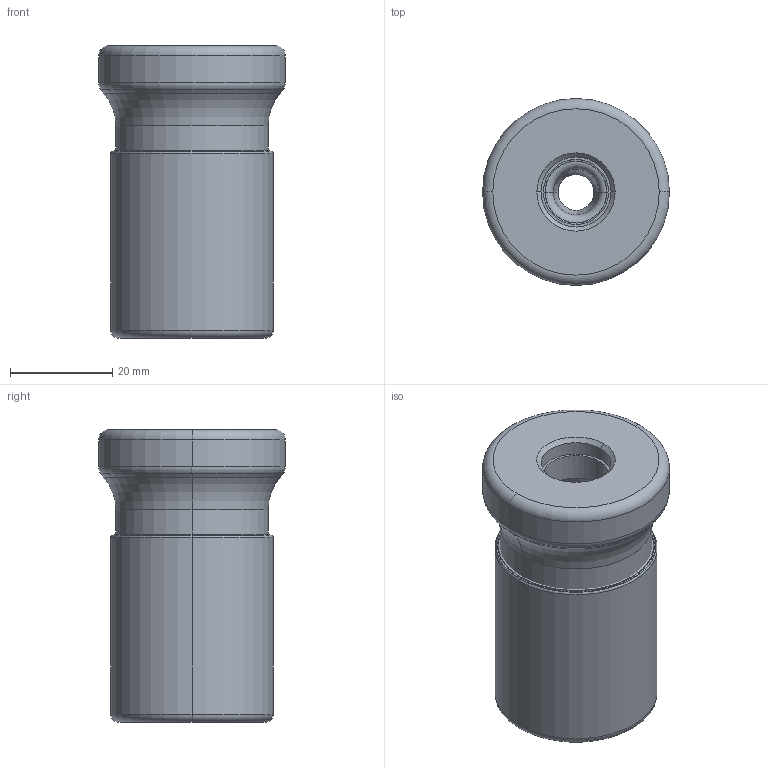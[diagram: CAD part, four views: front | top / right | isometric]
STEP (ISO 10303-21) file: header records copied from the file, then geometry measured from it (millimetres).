
FILE_DESCRIPTION(/* description */ (''),/* implementation_level */ '2;1');
FILE_NAME(/* name */ 'VPX200UR1_2503AA1315_IR0_063.stp',/* time_stamp */ '2023-03-24T14:30:40+09:00',/* author */ (''),/* organization */ (''),/* preprocessor_version */ 'ST-DEVELOPER v16',/* originating_system */ 'SIEMENS PLM Software NX 10.0',/* authorisation */ '');
FILE_SCHEMA (('AUTOMOTIVE_DESIGN { 1 0 10303 214 3 1 1 1 }'));
Length unit declared in the file: millimetre
Products named in the file (1): VPX200UR1_2503AA1315_IR0_063_ASM
Bounding box: 36.51 x 36.51 x 57.15 mm (x, y, z)
Volume: 49937.3 mm3; surface area: 15640.8 mm2
Topology: 2 solids, 2 shells, 102 faces, 271 edges, 199 vertices
Faces by surface type: torus 28, cylinder 20, revolution 18, cone 16, bspline 14, plane 6
Entity records: 4028 total; most frequent: CARTESIAN_POINT 1349, DIRECTION 589, ORIENTED_EDGE 496, AXIS2_PLACEMENT_3D 266, EDGE_CURVE 248, CIRCLE 188, VERTEX_POINT 152, EDGE_LOOP 108
